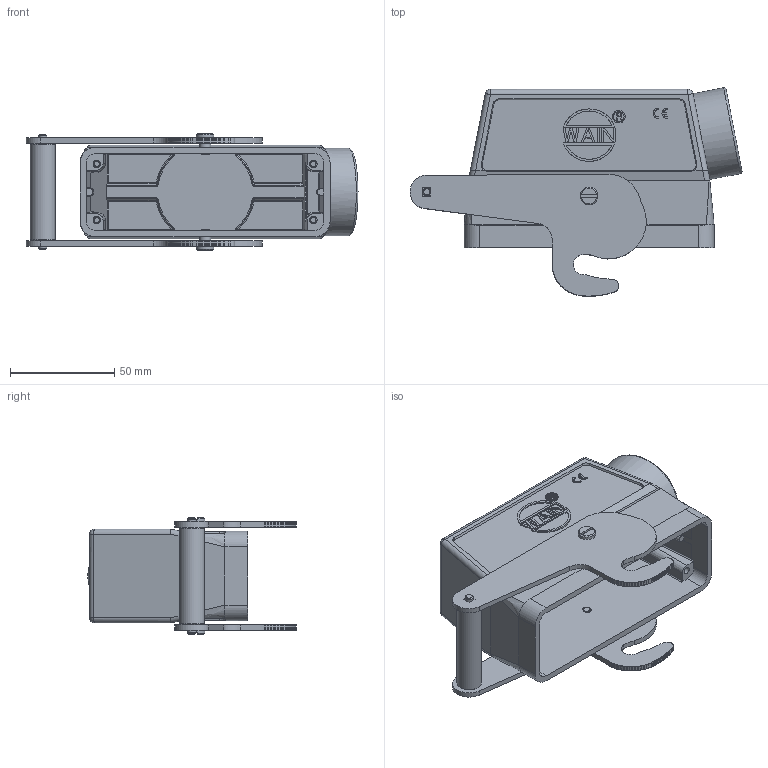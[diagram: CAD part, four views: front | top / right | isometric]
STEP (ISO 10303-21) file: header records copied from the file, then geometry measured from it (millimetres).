
FILE_DESCRIPTION(/* description */ (''),/* implementation_level */ '2;1');
FILE_NAME(/* name */ '3D_1240245555004_HV24B-SEH-1L_C-M32_V1.2.stp',/* time_stamp */ '2023-11-30T15:16:27+08:00',/* author */ (''),/* organization */ (''),/* preprocessor_version */ 'ST-DEVELOPER v18.1',/* originating_system */ 'SIEMENS PLM Software NX 1980',/* authorisation */ '');
FILE_SCHEMA (('AP203_CONFIGURATION_CONTROLLED_3D_DESIGN_OF_MECHANICAL_PARTS_AND_ASSEMBLIES_MIM_LF { 1 0 10303 403 2 1 2}'));
Length unit declared in the file: millimetre
Products named in the file (1): 3D_1240245555004_HV24B-SEH-1L_C-M32_V1.0_step
Bounding box: 159.39 x 100.05 x 55.8 mm (x, y, z)
Volume: 121148.3 mm3; surface area: 74464.2 mm2
Topology: 2 solids, 3 shells, 656 faces, 1698 edges, 1086 vertices
Faces by surface type: plane 313, cylinder 233, cone 35, bspline 31, sphere 22, torus 13, extrusion 9
Full cylindrical faces by diameter (mm): 2.5 x4, 3.1 x1, 3.2 x1, 3.5 x4, 3.95 x2, 5 x2, 5.4 x2, 5.6 x2, 6.1 x2, 8.5 x2, 12 x1, 28 x1, 30.4 x1, 42 x1
Entity records: 24170 total; most frequent: CARTESIAN_POINT 8325, ORIENTED_EDGE 3280, DIRECTION 3243, EDGE_CURVE 1640, AXIS2_PLACEMENT_3D 1156, VERTEX_POINT 1072, VECTOR 931, LINE 922
